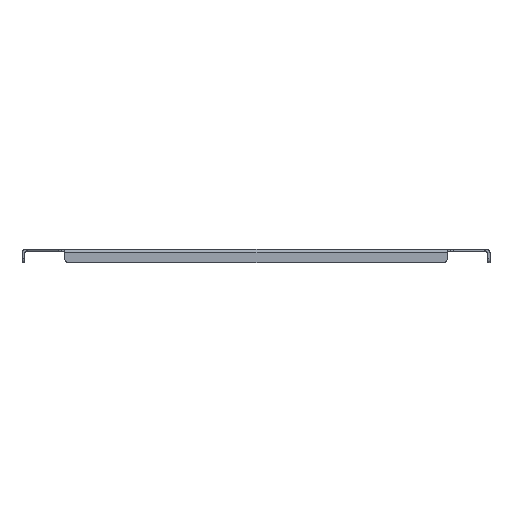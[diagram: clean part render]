
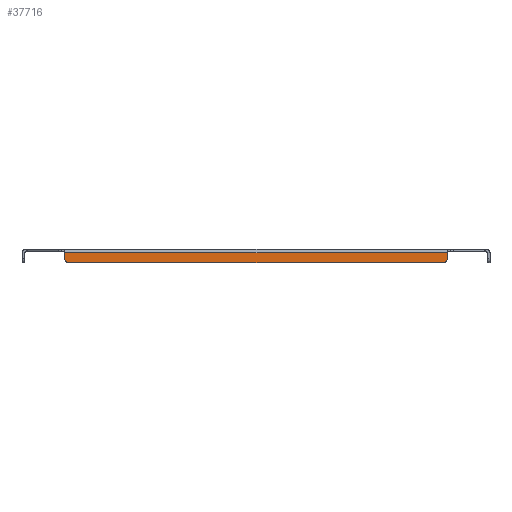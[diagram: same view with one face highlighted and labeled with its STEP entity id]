
A CAD part, left-side view. The second image highlights one B-rep face of the part: STEP entity #37716.
In plain terms, the highlighted planar face has unit normal (-1, 0, 0).
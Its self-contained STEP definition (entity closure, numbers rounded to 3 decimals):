
#1456 = LINE ( 'NONE', #61145, #52260 ) ;
#2087 = AXIS2_PLACEMENT_3D ( 'NONE', #15520, #20475, #50255 ) ;
#5191 = ORIENTED_EDGE ( 'NONE', *, *, #51371, .T. ) ;
#5978 = ORIENTED_EDGE ( 'NONE', *, *, #40185, .F. ) ;
#7928 = CIRCLE ( 'NONE', #30990, 3. ) ;
#8798 = ORIENTED_EDGE ( 'NONE', *, *, #23355, .T. ) ;
#9273 = ORIENTED_EDGE ( 'NONE', *, *, #58953, .T. ) ;
#9427 = DIRECTION ( 'NONE',  ( -1., 0., 0. ) ) ;
#12343 = VERTEX_POINT ( 'NONE', #19792 ) ;
#14140 = VERTEX_POINT ( 'NONE', #38473 ) ;
#15520 = CARTESIAN_POINT ( 'NONE',  ( -175., 143., 2. ) ) ;
#15784 = CARTESIAN_POINT ( 'NONE',  ( -175., 143., -5. ) ) ;
#19792 = CARTESIAN_POINT ( 'NONE',  ( -175., -143., -0.5 ) ) ;
#19960 = CARTESIAN_POINT ( 'NONE',  ( -175., -140., -5. ) ) ;
#20475 = DIRECTION ( 'NONE',  ( 1., 0., 0. ) ) ;
#21437 = VERTEX_POINT ( 'NONE', #37747 ) ;
#23355 = EDGE_CURVE ( 'NONE', #34540, #60733, #23722, .T. ) ;
#23722 = LINE ( 'NONE', #58766, #25328 ) ;
#25005 = LINE ( 'NONE', #54162, #33650 ) ;
#25328 = VECTOR ( 'NONE', #59092, 1000. ) ;
#29493 = ORIENTED_EDGE ( 'NONE', *, *, #57440, .T. ) ;
#29859 = CARTESIAN_POINT ( 'NONE',  ( -175., 140., -5. ) ) ;
#30990 = AXIS2_PLACEMENT_3D ( 'NONE', #29859, #38705, #44228 ) ;
#31272 = VERTEX_POINT ( 'NONE', #63975 ) ;
#32354 = AXIS2_PLACEMENT_3D ( 'NONE', #19960, #9427, #63570 ) ;
#33504 = DIRECTION ( 'NONE',  ( 0., 1., 0. ) ) ;
#33650 = VECTOR ( 'NONE', #53520, 1000. ) ;
#34307 = ORIENTED_EDGE ( 'NONE', *, *, #55480, .T. ) ;
#34540 = VERTEX_POINT ( 'NONE', #48196 ) ;
#36252 = DIRECTION ( 'NONE',  ( 0., -1., 0. ) ) ;
#37716 = ADVANCED_FACE ( 'NONE', ( #45015 ), #55522, .F. ) ;
#37747 = CARTESIAN_POINT ( 'NONE',  ( -175., -143., -5. ) ) ;
#38473 = CARTESIAN_POINT ( 'NONE',  ( -175., 140., -8. ) ) ;
#38705 = DIRECTION ( 'NONE',  ( -1., 0., 0. ) ) ;
#39352 = LINE ( 'NONE', #62999, #59884 ) ;
#40185 = EDGE_CURVE ( 'NONE', #12343, #21437, #25005, .T. ) ;
#40974 = EDGE_LOOP ( 'NONE', ( #5978, #9273, #8798, #5191, #29493, #34307 ) ) ;
#44228 = DIRECTION ( 'NONE',  ( 0., 0., -1. ) ) ;
#45015 = FACE_OUTER_BOUND ( 'NONE', #40974, .T. ) ;
#48196 = CARTESIAN_POINT ( 'NONE',  ( -175., 143., -0.5 ) ) ;
#50255 = DIRECTION ( 'NONE',  ( 0., 0., -1. ) ) ;
#51371 = EDGE_CURVE ( 'NONE', #60733, #14140, #7928, .T. ) ;
#52260 = VECTOR ( 'NONE', #36252, 1000. ) ;
#53520 = DIRECTION ( 'NONE',  ( 0., 0., -1. ) ) ;
#54162 = CARTESIAN_POINT ( 'NONE',  ( -175., -143., 2. ) ) ;
#55480 = EDGE_CURVE ( 'NONE', #31272, #21437, #63718, .T. ) ;
#55522 = PLANE ( 'NONE',  #2087 ) ;
#57440 = EDGE_CURVE ( 'NONE', #14140, #31272, #1456, .T. ) ;
#58766 = CARTESIAN_POINT ( 'NONE',  ( -175., 143., 2. ) ) ;
#58953 = EDGE_CURVE ( 'NONE', #12343, #34540, #39352, .T. ) ;
#59092 = DIRECTION ( 'NONE',  ( 0., 0., -1. ) ) ;
#59884 = VECTOR ( 'NONE', #33504, 1000. ) ;
#60733 = VERTEX_POINT ( 'NONE', #15784 ) ;
#61145 = CARTESIAN_POINT ( 'NONE',  ( -175., 143., -8. ) ) ;
#62999 = CARTESIAN_POINT ( 'NONE',  ( -175., 143., -0.5 ) ) ;
#63570 = DIRECTION ( 'NONE',  ( 0., 0., -1. ) ) ;
#63718 = CIRCLE ( 'NONE', #32354, 3. ) ;
#63975 = CARTESIAN_POINT ( 'NONE',  ( -175., -140., -8. ) ) ;
